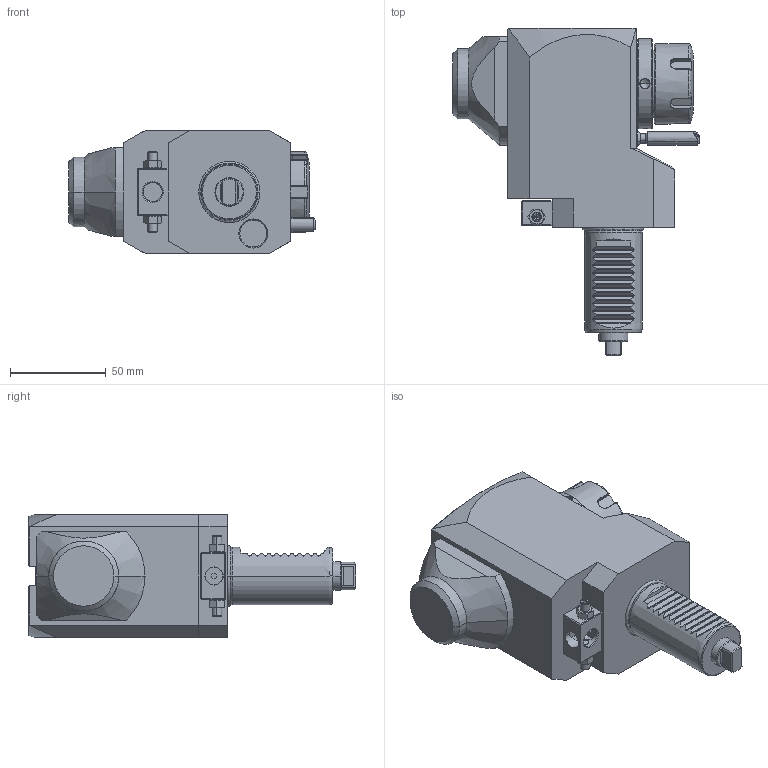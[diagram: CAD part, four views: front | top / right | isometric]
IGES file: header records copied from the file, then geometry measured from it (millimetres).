
Start section:  PTC IGES file: ngt1_30_421_25_3_2_75b.igs
Global section: file name: ngt1_30_421_25_3_2_75b.igs; native system: Pro/ENGINEER by Parametric Technology Corporation; preprocessor: 2010280; author: vali; organization: Unknown; date: 20220125.115530; units: millimetre
Bounding box: 128.63 x 171 x 64 mm (x, y, z)
Volume: 587708 mm3; surface area: 56257.2 mm2
Topology: 1 solids, 1 shells, 436 faces, 1106 edges, 675 vertices
Faces by surface type: bspline 258, revolution 178
